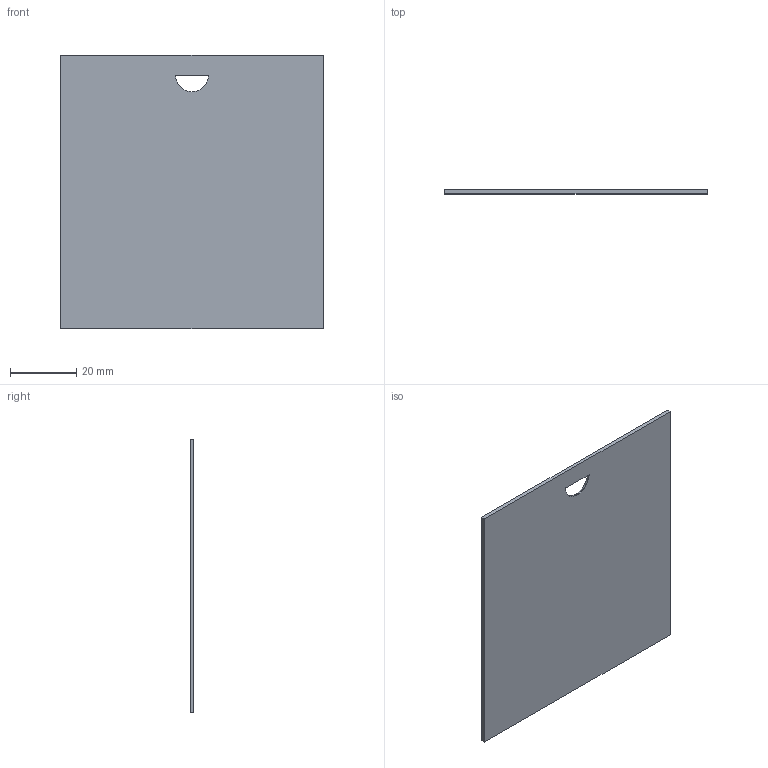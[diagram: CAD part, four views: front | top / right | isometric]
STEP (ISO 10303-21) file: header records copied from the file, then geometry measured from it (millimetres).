
FILE_DESCRIPTION (( 'STEP AP214' ), '1' );
FILE_NAME ('Cover.STEP', '2020-07-17T05:08:18', ( '' ), ( '' ), 'SwSTEP 2.0', 'SolidWorks 2019', '' );
FILE_SCHEMA (( 'AUTOMOTIVE_DESIGN' ));
Length unit declared in the file: millimetre
Products named in the file (1): Cover
Bounding box: 79.4 x 1.2 x 82.6 mm (x, y, z)
Volume: 7806.7 mm3; surface area: 13572.3 mm2
Topology: 1 solids, 1 shells, 203 faces, 579 edges, 386 vertices
Faces by surface type: bspline 161, plane 39, torus 2, cylinder 1
Entity records: 13145 total; most frequent: CARTESIAN_POINT 8922, ORIENTED_EDGE 1158, EDGE_CURVE 579, VERTEX_POINT 386, DIRECTION 351, B_SPLINE_CURVE_WITH_KNOTS 322, LINE 249, VECTOR 249
